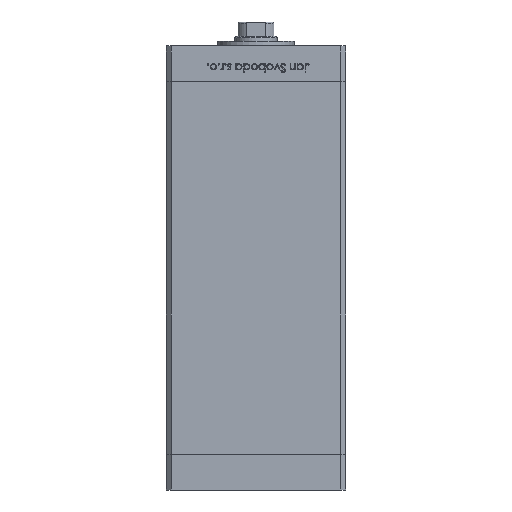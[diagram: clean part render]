
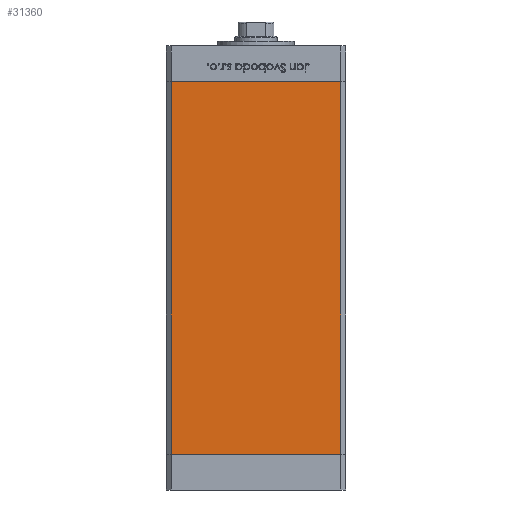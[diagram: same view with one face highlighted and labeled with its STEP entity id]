
A CAD part, front view. The second image highlights one B-rep face of the part: STEP entity #31360.
In plain terms, the highlighted planar face has unit normal (0, -1, 0).
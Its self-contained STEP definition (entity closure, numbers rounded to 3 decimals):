
#144 = DIRECTION ( 'NONE',  ( 1., 0., 0. ) ) ;
#438 = VECTOR ( 'NONE', #9624, 1000. ) ;
#1777 = DIRECTION ( 'NONE',  ( 0., 0., 1. ) ) ;
#2774 = VECTOR ( 'NONE', #47667, 1000. ) ;
#3323 = CARTESIAN_POINT ( 'NONE',  ( -35.5, -32.5, 0. ) ) ;
#5918 = CARTESIAN_POINT ( 'NONE',  ( -35.5, -32.5, 156. ) ) ;
#6763 = DIRECTION ( 'NONE',  ( 0., 1., 0. ) ) ;
#9624 = DIRECTION ( 'NONE',  ( 0., 0., -1. ) ) ;
#9945 = FACE_OUTER_BOUND ( 'NONE', #32985, .T. ) ;
#10454 = PLANE ( 'NONE',  #15391 ) ;
#15391 = AXIS2_PLACEMENT_3D ( 'NONE', #33926, #6763, #1777 ) ;
#15493 = LINE ( 'NONE', #31558, #2774 ) ;
#16732 = LINE ( 'NONE', #5918, #35558 ) ;
#16989 = DIRECTION ( 'NONE',  ( 1., 0., 0. ) ) ;
#18020 = VERTEX_POINT ( 'NONE', #33005 ) ;
#23829 = ORIENTED_EDGE ( 'NONE', *, *, #30470, .F. ) ;
#26162 = ORIENTED_EDGE ( 'NONE', *, *, #45046, .F. ) ;
#26617 = VECTOR ( 'NONE', #144, 1000. ) ;
#27045 = CARTESIAN_POINT ( 'NONE',  ( -35.5, -32.5, 156. ) ) ;
#29062 = CARTESIAN_POINT ( 'NONE',  ( 35.5, -32.5, 156. ) ) ;
#29177 = VERTEX_POINT ( 'NONE', #27045 ) ;
#29584 = VERTEX_POINT ( 'NONE', #29062 ) ;
#30470 = EDGE_CURVE ( 'NONE', #29177, #29584, #16732, .T. ) ;
#31360 = ADVANCED_FACE ( 'NONE', ( #9945 ), #10454, .F. ) ;
#31558 = CARTESIAN_POINT ( 'NONE',  ( -35.5, -32.5, 156. ) ) ;
#32146 = ORIENTED_EDGE ( 'NONE', *, *, #36283, .T. ) ;
#32985 = EDGE_LOOP ( 'NONE', ( #33732, #26162, #23829, #32146 ) ) ;
#33005 = CARTESIAN_POINT ( 'NONE',  ( 35.5, -32.5, 0. ) ) ;
#33732 = ORIENTED_EDGE ( 'NONE', *, *, #47808, .T. ) ;
#33926 = CARTESIAN_POINT ( 'NONE',  ( -35.5, -32.5, 156. ) ) ;
#35558 = VECTOR ( 'NONE', #16989, 1000. ) ;
#36283 = EDGE_CURVE ( 'NONE', #29177, #44130, #15493, .T. ) ;
#40738 = LINE ( 'NONE', #45755, #438 ) ;
#43669 = CARTESIAN_POINT ( 'NONE',  ( -35.5, -32.5, 0. ) ) ;
#44130 = VERTEX_POINT ( 'NONE', #3323 ) ;
#45046 = EDGE_CURVE ( 'NONE', #29584, #18020, #40738, .T. ) ;
#45755 = CARTESIAN_POINT ( 'NONE',  ( 35.5, -32.5, 156. ) ) ;
#47667 = DIRECTION ( 'NONE',  ( 0., 0., -1. ) ) ;
#47808 = EDGE_CURVE ( 'NONE', #44130, #18020, #47897, .T. ) ;
#47897 = LINE ( 'NONE', #43669, #26617 ) ;
